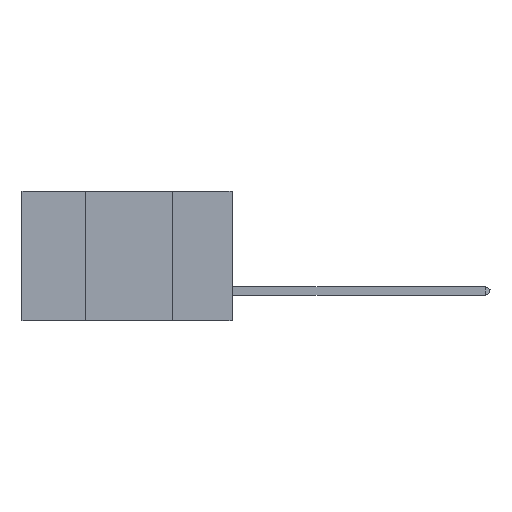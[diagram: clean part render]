
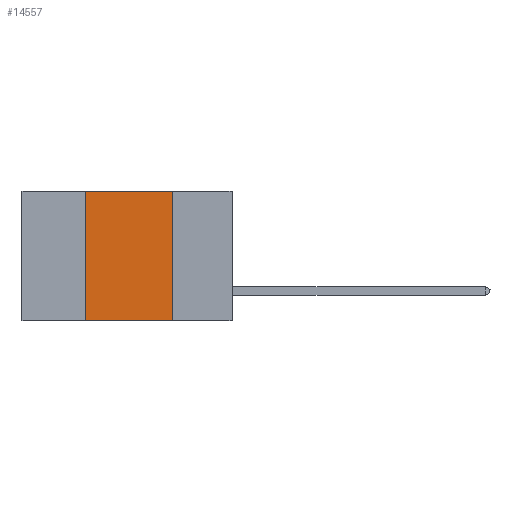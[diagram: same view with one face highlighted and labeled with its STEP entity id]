
A CAD part, left-side view. The second image highlights one B-rep face of the part: STEP entity #14557.
In plain terms, the highlighted planar face has unit normal (-1, 0, 0).
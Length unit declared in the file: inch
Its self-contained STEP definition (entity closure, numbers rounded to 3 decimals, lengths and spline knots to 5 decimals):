
#29 = EDGE_CURVE ( 'NONE', #19193, #12077, #27711, .T. ) ;
#458 = EDGE_LOOP ( 'NONE', ( #14853, #7184, #26744, #15387 ) ) ;
#1872 = CARTESIAN_POINT ( 'NONE',  ( 0., 0.6, 0. ) ) ;
#2251 = LINE ( 'NONE', #6732, #23193 ) ;
#3648 = CARTESIAN_POINT ( 'NONE',  ( 0., 0.42, -0.37 ) ) ;
#4690 = AXIS2_PLACEMENT_3D ( 'NONE', #27287, #10292, #14394 ) ;
#5011 = CARTESIAN_POINT ( 'NONE',  ( 0., 0.42, 0. ) ) ;
#5937 = VECTOR ( 'NONE', #15788, 39.37008 ) ;
#6139 = LINE ( 'NONE', #13830, #14285 ) ;
#6482 = CARTESIAN_POINT ( 'NONE',  ( 0., 0.17, -0.37 ) ) ;
#6732 = CARTESIAN_POINT ( 'NONE',  ( 0., 0.6, -0.37 ) ) ;
#7184 = ORIENTED_EDGE ( 'NONE', *, *, #29, .F. ) ;
#10292 = DIRECTION ( 'NONE',  ( 1., 0., 0. ) ) ;
#11018 = VERTEX_POINT ( 'NONE', #6482 ) ;
#11357 = DIRECTION ( 'NONE',  ( 0., -1., 0. ) ) ;
#12077 = VERTEX_POINT ( 'NONE', #21903 ) ;
#13830 = CARTESIAN_POINT ( 'NONE',  ( 0., 0.42, 0. ) ) ;
#14285 = VECTOR ( 'NONE', #24372, 39.37008 ) ;
#14394 = DIRECTION ( 'NONE',  ( 0., 0., -1. ) ) ;
#14557 = ADVANCED_FACE ( 'NONE', ( #24416 ), #25299, .F. ) ;
#14853 = ORIENTED_EDGE ( 'NONE', *, *, #16331, .F. ) ;
#15178 = VERTEX_POINT ( 'NONE', #3648 ) ;
#15387 = ORIENTED_EDGE ( 'NONE', *, *, #18652, .T. ) ;
#15788 = DIRECTION ( 'NONE',  ( 0., 0., -1. ) ) ;
#16331 = EDGE_CURVE ( 'NONE', #12077, #11018, #20607, .T. ) ;
#18652 = EDGE_CURVE ( 'NONE', #15178, #11018, #2251, .T. ) ;
#19193 = VERTEX_POINT ( 'NONE', #5011 ) ;
#19593 = VECTOR ( 'NONE', #21369, 39.37008 ) ;
#20607 = LINE ( 'NONE', #24327, #5937 ) ;
#21369 = DIRECTION ( 'NONE',  ( 0., -1., 0. ) ) ;
#21903 = CARTESIAN_POINT ( 'NONE',  ( 0., 0.17, 0. ) ) ;
#23193 = VECTOR ( 'NONE', #11357, 39.37008 ) ;
#24327 = CARTESIAN_POINT ( 'NONE',  ( 0., 0.17, 0. ) ) ;
#24372 = DIRECTION ( 'NONE',  ( 0., 0., 1. ) ) ;
#24416 = FACE_OUTER_BOUND ( 'NONE', #458, .T. ) ;
#25299 = PLANE ( 'NONE',  #4690 ) ;
#26711 = EDGE_CURVE ( 'NONE', #15178, #19193, #6139, .T. ) ;
#26744 = ORIENTED_EDGE ( 'NONE', *, *, #26711, .F. ) ;
#27287 = CARTESIAN_POINT ( 'NONE',  ( 0., 0.6, 0. ) ) ;
#27711 = LINE ( 'NONE', #1872, #19593 ) ;
